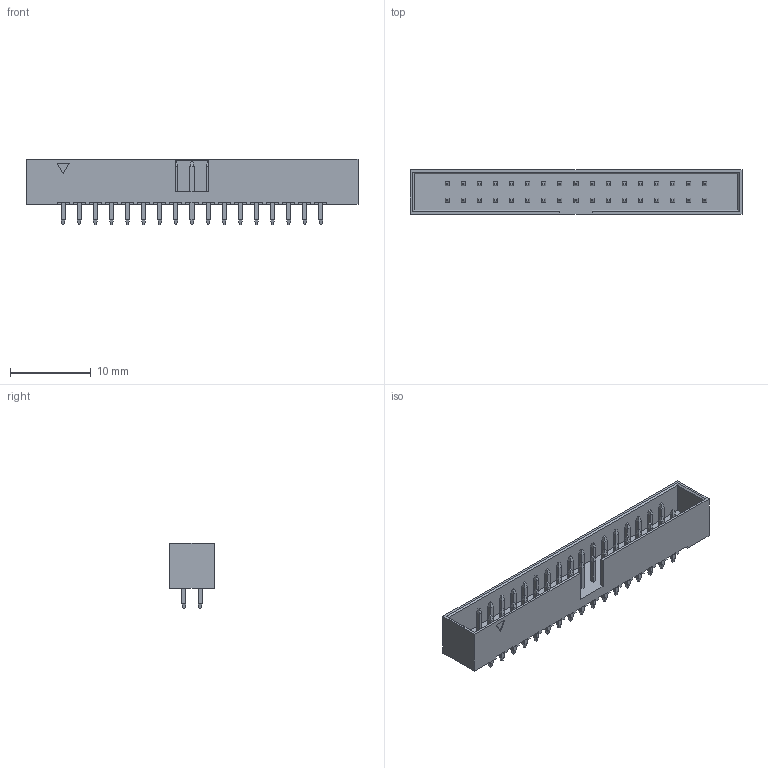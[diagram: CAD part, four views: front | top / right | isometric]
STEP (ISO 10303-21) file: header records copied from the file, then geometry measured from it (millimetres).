
FILE_DESCRIPTION(/* description */ ('Unknown'),/* implementation_level */ '2;1');
FILE_NAME(/* name */ '62503421621',/* time_stamp */ '2018-10-31T14:47:38+01:00',/* author */ ('Unknown'),/* organization */ ('Unknown'),/* preprocessor_version */ 'ST-DEVELOPER v16.7',/* originating_system */ 'DEX',/* authorisation */ $);
FILE_SCHEMA (('AUTOMOTIVE_DESIGN {1 0 10303 214 3 1 1}'));
Length unit declared in the file: millimetre
Products named in the file (3): 6250xx21621; 62503421621; 6250xx21621_PIN
Assembly tree (35 placements, depth 2):
  6250xx21621
    62503421621
    6250xx21621_PIN  x34
Bounding box: 41.2 x 5.5 x 8.1 mm (x, y, z)
Volume: 547.3 mm3; surface area: 1927.4 mm2
Topology: 35 solids, 35 shells, 839 faces, 2028 edges, 1260 vertices
Faces by surface type: plane 839
Entity records: 12698 total; most frequent: CARTESIAN_POINT 2249, ORIENTED_EDGE 2208, DIRECTION 1930, EDGE_CURVE 1104, LINE 1104, VECTOR 1104, VERTEX_POINT 732, EDGE_LOOP 446
